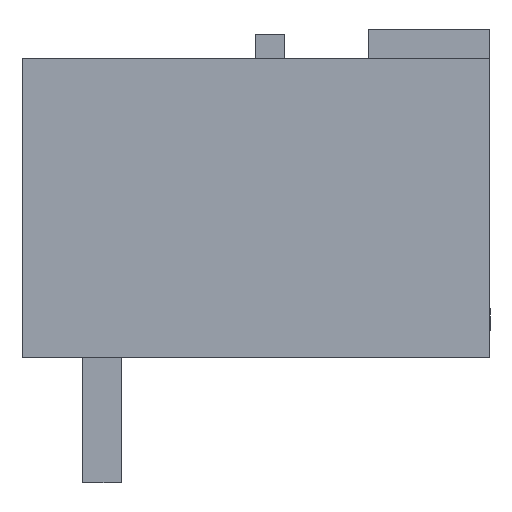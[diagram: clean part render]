
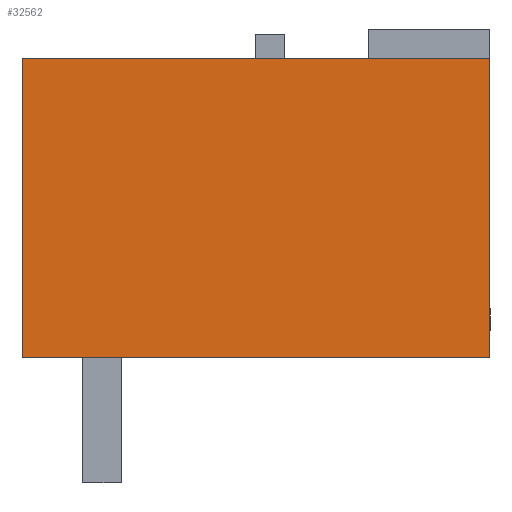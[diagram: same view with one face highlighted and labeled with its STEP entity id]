
A CAD part, left-side view. The second image highlights one B-rep face of the part: STEP entity #32562.
In plain terms, the highlighted planar face has unit normal (-1, 0, 0).
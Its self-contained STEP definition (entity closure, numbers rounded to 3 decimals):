
#32549=AXIS2_PLACEMENT_3D('Plane Axis2P3D',#32546,#32547,#32548) ;
#26974=CARTESIAN_POINT('Vertex',(0.,12.,3.2)) ;
#26977=CARTESIAN_POINT('Line Origine',(0.,12.,7.04)) ;
#26981=CARTESIAN_POINT('Vertex',(0.,12.,10.88)) ;
#27799=CARTESIAN_POINT('Vertex',(0.,0.,10.88)) ;
#27802=CARTESIAN_POINT('Line Origine',(0.,0.,7.04)) ;
#27806=CARTESIAN_POINT('Vertex',(0.,0.,3.2)) ;
#32288=CARTESIAN_POINT('Line Origine',(0.,6.,10.88)) ;
#32546=CARTESIAN_POINT('Axis2P3D Location',(0.,0.,10.88)) ;
#32551=CARTESIAN_POINT('Line Origine',(0.,6.,3.2)) ;
#26978=DIRECTION('Vector Direction',(0.,0.,-1.)) ;
#27803=DIRECTION('Vector Direction',(0.,0.,-1.)) ;
#32289=DIRECTION('Vector Direction',(0.,1.,0.)) ;
#32547=DIRECTION('Axis2P3D Direction',(1.,0.,0.)) ;
#32548=DIRECTION('Axis2P3D XDirection',(0.,0.,-1.)) ;
#32552=DIRECTION('Vector Direction',(0.,1.,0.)) ;
#26979=VECTOR('Line Direction',#26978,1.) ;
#27804=VECTOR('Line Direction',#27803,1.) ;
#32290=VECTOR('Line Direction',#32289,1.) ;
#32553=VECTOR('Line Direction',#32552,1.) ;
#32557=ORIENTED_EDGE('',*,*,#32555,.F.) ;
#32558=ORIENTED_EDGE('',*,*,#27808,.F.) ;
#32559=ORIENTED_EDGE('',*,*,#32292,.T.) ;
#32560=ORIENTED_EDGE('',*,*,#26983,.F.) ;
#32562=ADVANCED_FACE('Body',(#32561),#32550,.F.) ;
#26983=EDGE_CURVE('',#26975,#26982,#26980,.F.) ;
#27808=EDGE_CURVE('',#27800,#27807,#27805,.T.) ;
#32292=EDGE_CURVE('',#27800,#26982,#32291,.T.) ;
#32555=EDGE_CURVE('',#27807,#26975,#32554,.T.) ;
#32556=EDGE_LOOP('',(#32557,#32558,#32559,#32560)) ;
#32561=FACE_OUTER_BOUND('',#32556,.T.) ;
#26980=LINE('Line',#26977,#26979) ;
#27805=LINE('Line',#27802,#27804) ;
#32291=LINE('Line',#32288,#32290) ;
#32554=LINE('Line',#32551,#32553) ;
#32550=PLANE('',#32549) ;
#26975=VERTEX_POINT('',#26974) ;
#26982=VERTEX_POINT('',#26981) ;
#27800=VERTEX_POINT('',#27799) ;
#27807=VERTEX_POINT('',#27806) ;
